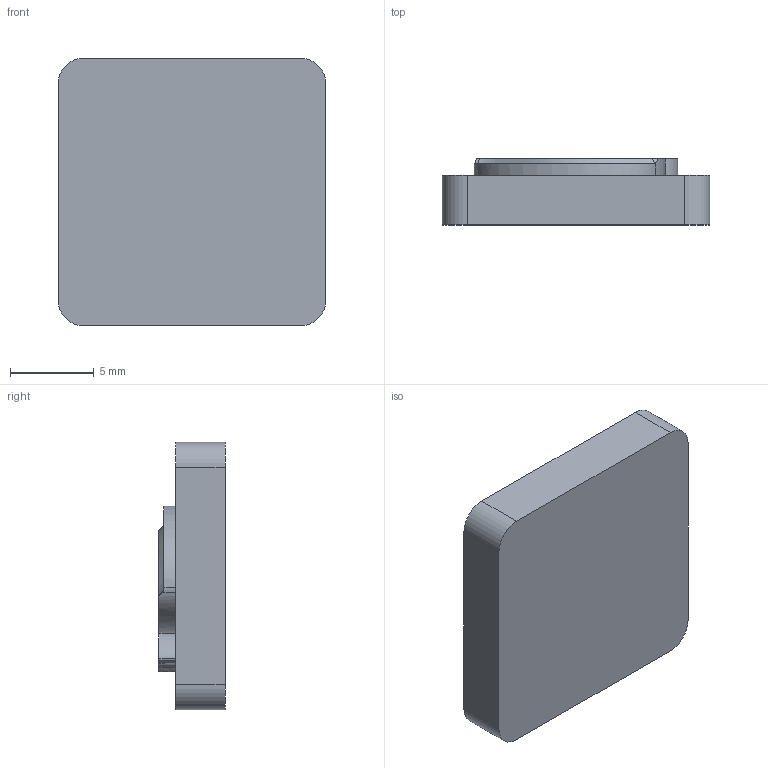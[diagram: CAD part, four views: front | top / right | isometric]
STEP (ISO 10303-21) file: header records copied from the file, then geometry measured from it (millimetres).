
FILE_DESCRIPTION(/* description */ (''),/* implementation_level */ '2;1');
FILE_NAME(/* name */ '鸟.step',/* time_stamp */ '2021-01-17T20:44:59+08:00',/* author */ (''),/* organization */ (''),/* preprocessor_version */ 'ST-DEVELOPER v18.1',/* originating_system */ 'Autodesk Translation Framework v9.7.1.1290',/* authorisation */ '');
FILE_SCHEMA (('AUTOMOTIVE_DESIGN { 1 0 10303 214 3 1 1 }'));
Length unit declared in the file: millimetre
Products named in the file (1): 鸟
Bounding box: 16 x 3.96 x 16 mm (x, y, z)
Volume: 815.3 mm3; surface area: 731.3 mm2
Topology: 1 solids, 1 shells, 31 faces, 79 edges, 52 vertices
Faces by surface type: bspline 15, plane 11, cylinder 5
Full cylindrical faces by diameter (mm): 0.991 x1
Entity records: 1091 total; most frequent: CARTESIAN_POINT 403, ORIENTED_EDGE 158, DIRECTION 91, EDGE_CURVE 79, VERTEX_POINT 52, LINE 37, VECTOR 37, EDGE_LOOP 33
